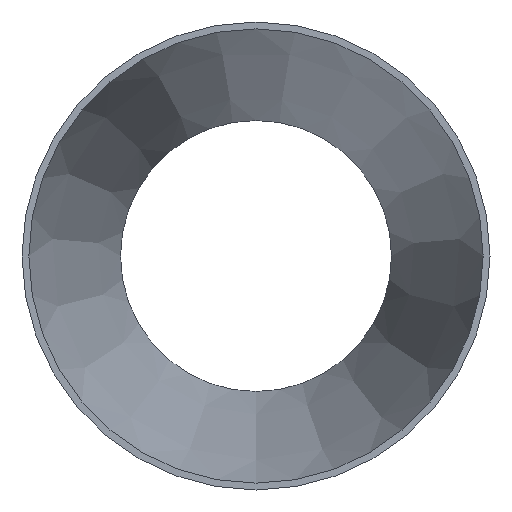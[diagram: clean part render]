
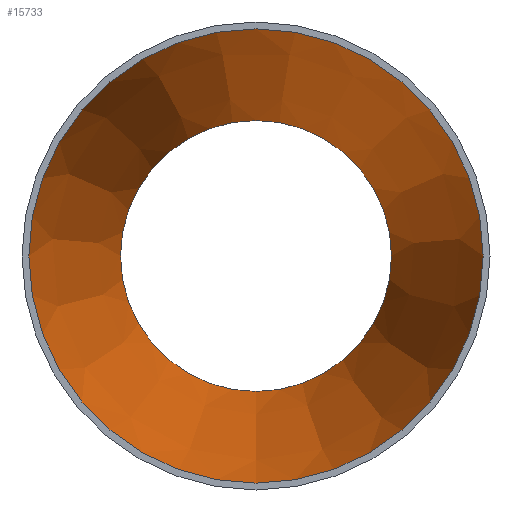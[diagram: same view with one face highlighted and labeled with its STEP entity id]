
A CAD part, front view. The second image highlights one B-rep face of the part: STEP entity #15733.
In plain terms, the highlighted conical face has half-angle 12.153 degrees and reference radius 67.804 mm.
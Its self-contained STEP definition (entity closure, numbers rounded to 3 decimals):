
#361 = ORIENTED_EDGE ( 'NONE', *, *, #23389, .F. ) ;
#494 = DIRECTION ( 'NONE',  ( 0., -1., 0. ) ) ;
#2319 = DIRECTION ( 'NONE',  ( 0., 0., -1. ) ) ;
#6370 = DIRECTION ( 'NONE',  ( 0., -1., 0. ) ) ;
#8945 = EDGE_LOOP ( 'NONE', ( #22878 ) ) ;
#9872 = VERTEX_POINT ( 'NONE', #17677 ) ;
#10089 = DIRECTION ( 'NONE',  ( 0., 0., -1. ) ) ;
#11454 = AXIS2_PLACEMENT_3D ( 'NONE', #15573, #17893, #10089 ) ;
#15573 = CARTESIAN_POINT ( 'NONE',  ( 0., 0., 0. ) ) ;
#15733 = ADVANCED_FACE ( 'NONE', ( #30622, #20717 ), #25759, .F. ) ;
#15840 = EDGE_CURVE ( 'NONE', #20178, #20178, #24747, .T. ) ;
#15901 = AXIS2_PLACEMENT_3D ( 'NONE', #31506, #6370, #26557 ) ;
#16807 = AXIS2_PLACEMENT_3D ( 'NONE', #28153, #494, #2319 ) ;
#17677 = CARTESIAN_POINT ( 'NONE',  ( 0., 127., -40.454 ) ) ;
#17893 = DIRECTION ( 'NONE',  ( 0., -1., 0. ) ) ;
#20178 = VERTEX_POINT ( 'NONE', #27441 ) ;
#20717 = FACE_OUTER_BOUND ( 'NONE', #8945, .T. ) ;
#22878 = ORIENTED_EDGE ( 'NONE', *, *, #15840, .T. ) ;
#23389 = EDGE_CURVE ( 'NONE', #9872, #9872, #28558, .T. ) ;
#23817 = EDGE_LOOP ( 'NONE', ( #361 ) ) ;
#24747 = CIRCLE ( 'NONE', #16807, 67.804 ) ;
#25759 = CONICAL_SURFACE ( 'NONE', #11454, 67.804, 0.212 ) ;
#26557 = DIRECTION ( 'NONE',  ( 0., 0., -1. ) ) ;
#27441 = CARTESIAN_POINT ( 'NONE',  ( 0., 0., -67.804 ) ) ;
#28153 = CARTESIAN_POINT ( 'NONE',  ( 0., 0., 0. ) ) ;
#28558 = CIRCLE ( 'NONE', #15901, 40.454 ) ;
#30622 = FACE_BOUND ( 'NONE', #23817, .T. ) ;
#31506 = CARTESIAN_POINT ( 'NONE',  ( 0., 127., 0. ) ) ;
